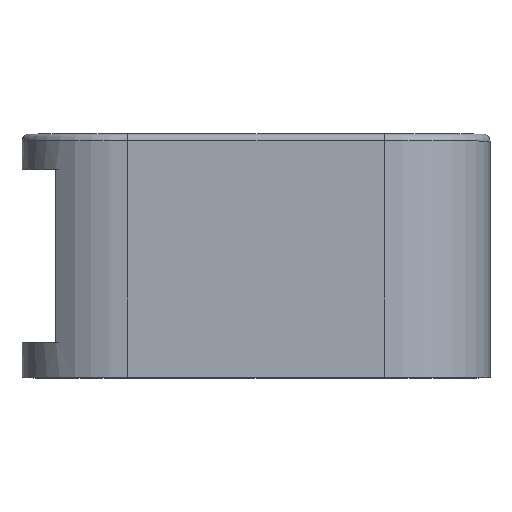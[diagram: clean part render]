
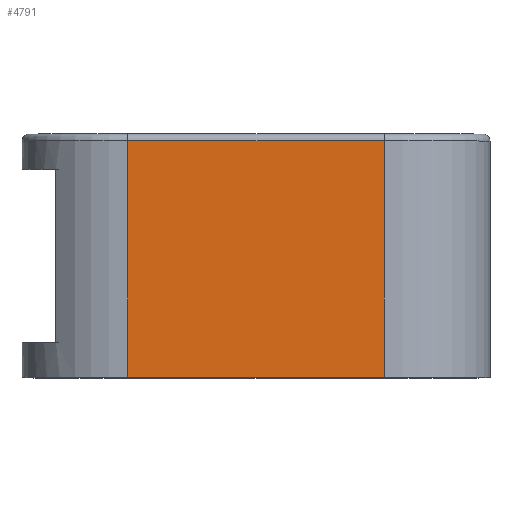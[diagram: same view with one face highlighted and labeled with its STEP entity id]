
A CAD part, top view. The second image highlights one B-rep face of the part: STEP entity #4791.
In plain terms, the highlighted planar face has unit normal (0, 0, 1).
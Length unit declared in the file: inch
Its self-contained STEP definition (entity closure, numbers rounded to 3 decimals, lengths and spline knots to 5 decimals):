
#110=PLANE('',#5120);
#263=FACE_OUTER_BOUND('',#538,.T.);
#538=EDGE_LOOP('',(#3359,#3360,#3361,#3362));
#1207=LINE('',#8114,#1589);
#1243=LINE('',#8265,#1625);
#1244=LINE('',#8269,#1626);
#1245=LINE('',#8270,#1627);
#1589=VECTOR('',#5677,0.3937);
#1625=VECTOR('',#5813,0.3937);
#1626=VECTOR('',#5818,0.3937);
#1627=VECTOR('',#5819,0.3937);
#2020=VERTEX_POINT('',#8111);
#2021=VERTEX_POINT('',#8113);
#2086=VERTEX_POINT('',#8264);
#2087=VERTEX_POINT('',#8268);
#2511=EDGE_CURVE('',#2020,#2021,#1207,.T.);
#2587=EDGE_CURVE('',#2021,#2086,#1243,.T.);
#2589=EDGE_CURVE('',#2087,#2020,#1244,.T.);
#2590=EDGE_CURVE('',#2086,#2087,#1245,.T.);
#3359=ORIENTED_EDGE('',*,*,#2511,.F.);
#3360=ORIENTED_EDGE('',*,*,#2589,.F.);
#3361=ORIENTED_EDGE('',*,*,#2590,.F.);
#3362=ORIENTED_EDGE('',*,*,#2587,.F.);
#4791=ADVANCED_FACE('',(#263),#110,.T.);
#5120=AXIS2_PLACEMENT_3D('',#8267,#5816,#5817);
#5677=DIRECTION('',(1.,0.,0.));
#5813=DIRECTION('',(0.,-1.,0.));
#5816=DIRECTION('center_axis',(0.,0.,1.));
#5817=DIRECTION('ref_axis',(-1.,0.,0.));
#5818=DIRECTION('',(0.,1.,0.));
#5819=DIRECTION('',(-1.,0.,0.));
#8111=CARTESIAN_POINT('',(-0.91535,1.18583,2.14055));
#8113=CARTESIAN_POINT('',(0.91535,1.18583,2.14055));
#8114=CARTESIAN_POINT('',(0.45768,1.18583,2.14055));
#8264=CARTESIAN_POINT('',(0.91535,-0.49764,2.14055));
#8265=CARTESIAN_POINT('',(0.91535,0.88583,2.14055));
#8267=CARTESIAN_POINT('Origin',(0.91535,0.88583,2.14055));
#8268=CARTESIAN_POINT('',(-0.91535,-0.49764,2.14055));
#8269=CARTESIAN_POINT('',(-0.91535,0.88583,2.14055));
#8270=CARTESIAN_POINT('',(0.45768,-0.49764,2.14055));
